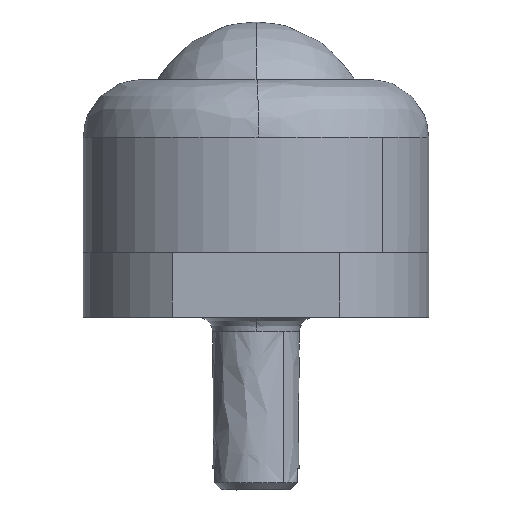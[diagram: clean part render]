
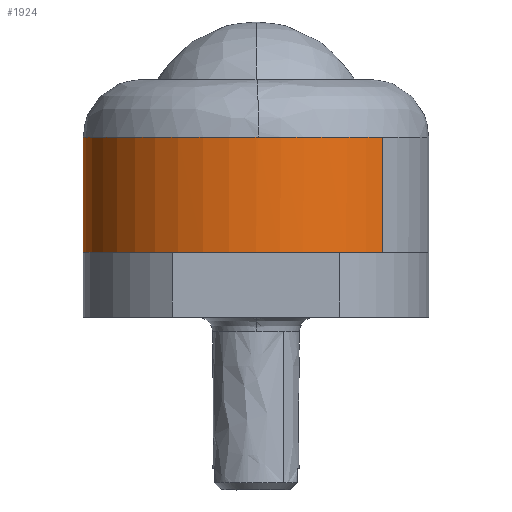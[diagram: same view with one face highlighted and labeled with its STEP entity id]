
A CAD part, left-side view. The second image highlights one B-rep face of the part: STEP entity #1924.
In plain terms, the highlighted free-form (B-spline) face has degree [2, 1] with [5, 2] control points.
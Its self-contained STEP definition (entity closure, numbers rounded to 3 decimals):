
#1536=CARTESIAN_POINT('',(8.15,8.808,8.));
#1537=VERTEX_POINT('',#1536);
#1549=CARTESIAN_POINT('',(-0.075,12.,8.));
#1550=VERTEX_POINT('',#1549);
#1551=CARTESIAN_POINT('',(-0.075,12.,8.));
#1552=CARTESIAN_POINT('',(0.607,12.004,8.));
#1553=CARTESIAN_POINT('',(1.69,11.918,8.));
#1554=CARTESIAN_POINT('',(3.439,11.538,8.));
#1555=CARTESIAN_POINT('',(4.88,11.007,8.));
#1556=CARTESIAN_POINT('',(6.582,10.092,8.));
#1557=CARTESIAN_POINT('',(7.563,9.351,8.));
#1558=CARTESIAN_POINT('',(8.15,8.808,8.));
#1559=B_SPLINE_CURVE_WITH_KNOTS('',3,(#1551,#1552,#1553,#1554,#1555,#1556,#1557,#1558),.UNSPECIFIED.,.F.,.U.,(4,1,1,1,1,4),(0.,2.047,3.247,5.365,6.635,9.035),.UNSPECIFIED.);
#1560=EDGE_CURVE('',#1550,#1537,#1559,.T.);
#1562=CARTESIAN_POINT('',(-12.0,0.0,8.0));
#1563=VERTEX_POINT('',#1562);
#1564=CARTESIAN_POINT('',(-12.0,0.0,8.0));
#1565=CARTESIAN_POINT('',(-12.,0.856,8.));
#1566=CARTESIAN_POINT('',(-11.837,2.371,8.));
#1567=CARTESIAN_POINT('',(-11.221,4.389,8.));
#1568=CARTESIAN_POINT('',(-10.439,5.998,8.));
#1569=CARTESIAN_POINT('',(-9.59,7.258,8.));
#1570=CARTESIAN_POINT('',(-8.618,8.391,8.));
#1571=CARTESIAN_POINT('',(-7.427,9.485,8.));
#1572=CARTESIAN_POINT('',(-5.776,10.59,8.));
#1573=CARTESIAN_POINT('',(-3.954,11.388,8.));
#1574=CARTESIAN_POINT('',(-2.006,11.881,8.));
#1575=CARTESIAN_POINT('',(-0.76,11.996,8.));
#1576=CARTESIAN_POINT('',(-0.075,12.,8.));
#1577=B_SPLINE_CURVE_WITH_KNOTS('',3,(#1564,#1565,#1566,#1567,#1568,#1569,#1570,#1571,#1572,#1573,#1574,#1575,#1576),.UNSPECIFIED.,.F.,.U.,(4,1,1,1,1,1,1,1,1,1,4),(0.,2.567,4.547,6.307,7.92,9.094,10.78,12.761,15.034,16.721,18.774),.UNSPECIFIED.);
#1578=EDGE_CURVE('',#1563,#1550,#1577,.T.);
#1580=CARTESIAN_POINT('',(-11.999,-0.151,8.));
#1581=VERTEX_POINT('',#1580);
#1582=CARTESIAN_POINT('',(-11.999,-0.151,8.));
#1583=CARTESIAN_POINT('',(-12.0,0.0,8.0));
#1584=QUASI_UNIFORM_CURVE('',1,(#1582,#1583),.UNSPECIFIED.,.F.,.U.);
#1585=EDGE_CURVE('',#1581,#1563,#1584,.T.);
#1636=CARTESIAN_POINT('',(-8.15,-8.808,8.));
#1637=VERTEX_POINT('',#1636);
#1638=CARTESIAN_POINT('',(-8.15,-8.808,8.));
#1639=CARTESIAN_POINT('',(-8.653,-8.343,8.));
#1640=CARTESIAN_POINT('',(-9.475,-7.439,8.));
#1641=CARTESIAN_POINT('',(-10.361,-6.105,8.));
#1642=CARTESIAN_POINT('',(-11.054,-4.748,8.));
#1643=CARTESIAN_POINT('',(-11.532,-3.434,8.));
#1644=CARTESIAN_POINT('',(-11.895,-1.823,8.));
#1645=CARTESIAN_POINT('',(-11.991,-0.785,8.));
#1646=CARTESIAN_POINT('',(-11.999,-0.151,8.));
#1647=B_SPLINE_CURVE_WITH_KNOTS('',3,(#1638,#1639,#1640,#1641,#1642,#1643,#1644,#1645,#1646),.UNSPECIFIED.,.F.,.U.,(4,1,1,1,1,1,4),(0.,2.054,3.652,4.793,6.619,7.837,9.739),.UNSPECIFIED.);
#1648=EDGE_CURVE('',#1637,#1581,#1647,.T.);
#1843=CARTESIAN_POINT('',(-8.15,-8.808,8.2));
#1844=CARTESIAN_POINT('',(-16.958,-0.657,8.2));
#1845=CARTESIAN_POINT('',(-8.808,8.15,8.2));
#1846=CARTESIAN_POINT('',(-0.657,16.958,8.2));
#1847=CARTESIAN_POINT('',(8.15,8.808,8.2));
#1848=CARTESIAN_POINT('',(-8.15,-8.808,-0.205));
#1849=CARTESIAN_POINT('',(-16.958,-0.657,-0.205));
#1850=CARTESIAN_POINT('',(-8.808,8.15,-0.205));
#1851=CARTESIAN_POINT('',(-0.657,16.958,-0.205));
#1852=CARTESIAN_POINT('',(8.15,8.808,-0.205));
#1860=(BOUNDED_SURFACE()B_SPLINE_SURFACE(2,1,((#1843,#1848),(#1844,#1849),(#1845,#1850),(#1846,#1851),(#1847,#1852)),.UNSPECIFIED.,.F.,.F.,.U.)B_SPLINE_SURFACE_WITH_KNOTS((3,2,3),(2,2),(0.0,19.882,39.765),(0.0,8.405),.UNSPECIFIED.)GEOMETRIC_REPRESENTATION_ITEM()RATIONAL_B_SPLINE_SURFACE(((1.0,1.0),(0.707,0.707),(1.0,1.0),(0.707,0.707),(1.0,1.0)))REPRESENTATION_ITEM('')SURFACE());
#1861=ORIENTED_EDGE('',*,*,#1648,.T.);
#1862=ORIENTED_EDGE('',*,*,#1585,.T.);
#1863=ORIENTED_EDGE('',*,*,#1578,.T.);
#1864=ORIENTED_EDGE('',*,*,#1560,.T.);
#1865=CARTESIAN_POINT('',(8.15,8.808,0.));
#1866=VERTEX_POINT('',#1865);
#1867=CARTESIAN_POINT('',(8.15,8.808,8.));
#1868=CARTESIAN_POINT('',(8.15,8.808,0.));
#1869=QUASI_UNIFORM_CURVE('',1,(#1867,#1868),.UNSPECIFIED.,.F.,.U.);
#1870=EDGE_CURVE('',#1537,#1866,#1869,.T.);
#1871=ORIENTED_EDGE('',*,*,#1870,.T.);
#1872=CARTESIAN_POINT('',(0.,12.,0.0));
#1873=VERTEX_POINT('',#1872);
#1874=CARTESIAN_POINT('',(0.,12.,0.0));
#1875=CARTESIAN_POINT('',(0.863,12.,0.));
#1876=CARTESIAN_POINT('',(2.287,11.846,0.));
#1877=CARTESIAN_POINT('',(4.104,11.311,0.));
#1878=CARTESIAN_POINT('',(5.324,10.775,0.));
#1879=CARTESIAN_POINT('',(6.689,10.011,0.));
#1880=CARTESIAN_POINT('',(7.568,9.347,0.));
#1881=CARTESIAN_POINT('',(8.15,8.808,0.));
#1882=B_SPLINE_CURVE_WITH_KNOTS('',3,(#1874,#1875,#1876,#1877,#1878,#1879,#1880,#1881),.UNSPECIFIED.,.F.,.U.,(4,1,1,1,1,4),(0.,2.59,4.27,5.67,6.58,8.96),.UNSPECIFIED.);
#1883=EDGE_CURVE('',#1873,#1866,#1882,.T.);
#1884=ORIENTED_EDGE('',*,*,#1883,.F.);
#1885=CARTESIAN_POINT('',(-12.0,0.0,0.0));
#1886=VERTEX_POINT('',#1885);
#1887=CARTESIAN_POINT('',(-12.0,0.0,0.0));
#1888=CARTESIAN_POINT('',(-12.,0.663,0.0));
#1889=CARTESIAN_POINT('',(-11.884,2.062,0.0));
#1890=CARTESIAN_POINT('',(-11.375,3.992,0.0));
#1891=CARTESIAN_POINT('',(-10.657,5.585,0.0));
#1892=CARTESIAN_POINT('',(-9.862,6.885,0.0));
#1893=CARTESIAN_POINT('',(-8.905,8.104,0.0));
#1894=CARTESIAN_POINT('',(-7.643,9.313,0.0));
#1895=CARTESIAN_POINT('',(-6.029,10.442,0.0));
#1896=CARTESIAN_POINT('',(-4.158,11.327,0.0));
#1897=CARTESIAN_POINT('',(-2.086,11.88,0.0));
#1898=CARTESIAN_POINT('',(-0.687,12.,0.0));
#1899=CARTESIAN_POINT('',(0.,12.,0.0));
#1900=B_SPLINE_CURVE_WITH_KNOTS('',3,(#1887,#1888,#1889,#1890,#1891,#1892,#1893,#1894,#1895,#1896,#1897,#1898,#1899),.UNSPECIFIED.,.F.,.U.,(4,1,1,1,1,1,1,1,1,1,4),(0.,1.988,4.197,5.964,7.216,8.762,10.603,12.444,14.653,16.788,18.85),.UNSPECIFIED.);
#1901=EDGE_CURVE('',#1886,#1873,#1900,.T.);
#1902=ORIENTED_EDGE('',*,*,#1901,.F.);
#1903=CARTESIAN_POINT('',(-8.15,-8.808,0.));
#1904=VERTEX_POINT('',#1903);
#1905=CARTESIAN_POINT('',(-8.15,-8.808,0.));
#1906=CARTESIAN_POINT('',(-8.68,-8.318,0.));
#1907=CARTESIAN_POINT('',(-9.494,-7.415,0.));
#1908=CARTESIAN_POINT('',(-10.416,-6.015,0.));
#1909=CARTESIAN_POINT('',(-11.028,-4.792,0.));
#1910=CARTESIAN_POINT('',(-11.502,-3.51,0.));
#1911=CARTESIAN_POINT('',(-11.891,-1.932,0.));
#1912=CARTESIAN_POINT('',(-12.,-0.721,0.));
#1913=CARTESIAN_POINT('',(-12.0,0.0,0.0));
#1914=B_SPLINE_CURVE_WITH_KNOTS('',3,(#1905,#1906,#1907,#1908,#1909,#1910,#1911,#1912,#1913),.UNSPECIFIED.,.F.,.U.,(4,1,1,1,1,1,4),(0.,2.163,3.631,5.022,6.258,7.726,9.89),.UNSPECIFIED.);
#1915=EDGE_CURVE('',#1904,#1886,#1914,.T.);
#1916=ORIENTED_EDGE('',*,*,#1915,.F.);
#1917=CARTESIAN_POINT('',(-8.15,-8.808,8.));
#1918=CARTESIAN_POINT('',(-8.15,-8.808,0.));
#1919=QUASI_UNIFORM_CURVE('',1,(#1917,#1918),.UNSPECIFIED.,.F.,.U.);
#1920=EDGE_CURVE('',#1637,#1904,#1919,.T.);
#1921=ORIENTED_EDGE('',*,*,#1920,.F.);
#1922=EDGE_LOOP('',(#1861,#1862,#1863,#1864,#1871,#1884,#1902,#1916,#1921));
#1923=FACE_OUTER_BOUND('',#1922,.T.);
#1924=ADVANCED_FACE('',(#1923),#1860,.T.);
